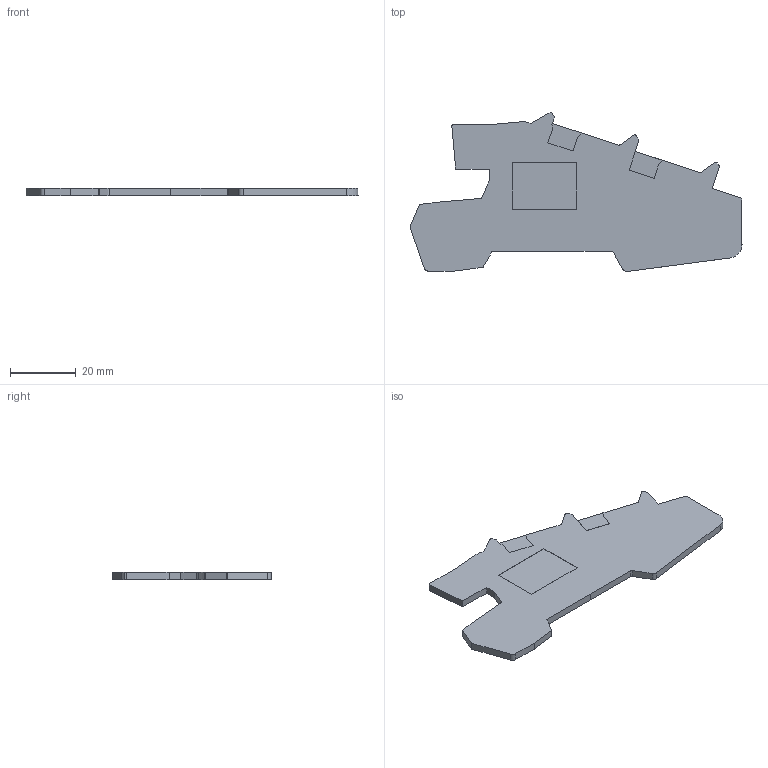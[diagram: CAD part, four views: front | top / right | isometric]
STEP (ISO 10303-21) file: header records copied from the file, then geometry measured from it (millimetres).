
FILE_DESCRIPTION(('SolidDesigner STEP Export'),'2;1');
FILE_NAME('3213975_D_PTI_3_select.stp','2013-09-27T 8:13:32',(''),(''),'Creo Elements/Direct Modeling STEP processor for AP214 (Solid Model)','Creo Elements/Direct Modeling 18.1 06-May-2012 (C) Parametric Technology GmbH','');
FILE_SCHEMA(('AUTOMOTIVE_DESIGN { 1 0 10303 214 1 1 1 1 }'));
Length unit declared in the file: millimetre
Products named in the file (2): 3213975_D_PTI_3_select
Assembly tree (1 placements, depth 2):
  3213975_D_PTI_3_select
    3213975_D_PTI_3_select
Bounding box: 100.86 x 48.32 x 2.2 mm (x, y, z)
Volume: 6978.8 mm3; surface area: 7091.2 mm2
Topology: 1 solids, 1 shells, 81 faces, 236 edges, 158 vertices
Faces by surface type: plane 57, cylinder 19, extrusion 5
Entity records: 3369 total; most frequent: CARTESIAN_POINT 543, ORIENTED_EDGE 472, DIRECTION 409, EDGE_CURVE 236, VECTOR 191, LINE 186, VERTEX_POINT 158, AXIS2_PLACEMENT_3D 109
